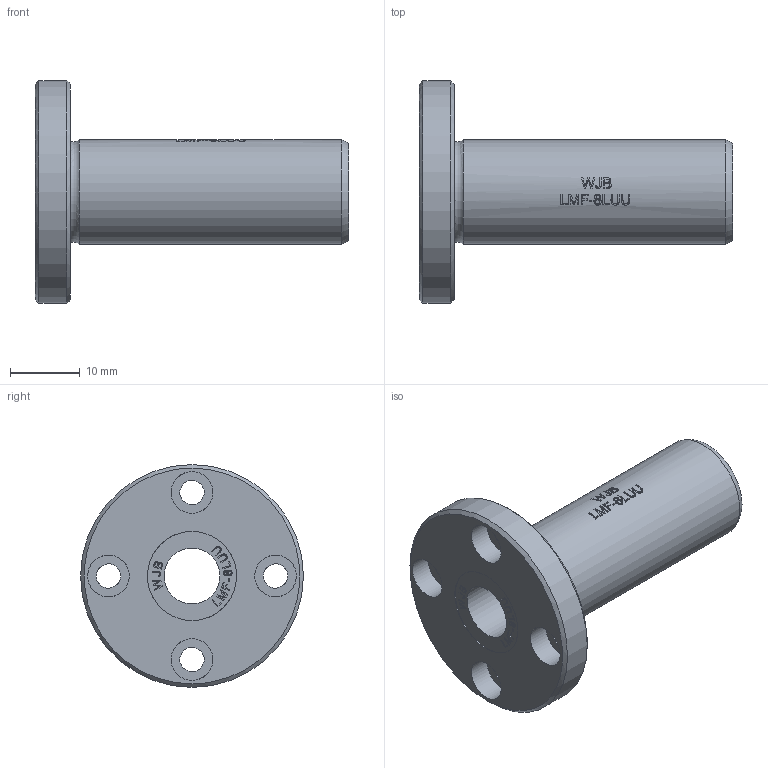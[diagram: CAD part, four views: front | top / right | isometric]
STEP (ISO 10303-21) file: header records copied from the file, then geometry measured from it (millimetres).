
FILE_DESCRIPTION(/* description */ (''),/* implementation_level */ '2;1');
FILE_NAME(/* name */ 'WJB-LMF-8LUU.stp',/* time_stamp */ '2018-09-12T23:21:46+08:00',/* author */ (''),/* organization */ (''),/* preprocessor_version */ 'ST-DEVELOPER v11',/* originating_system */ 'SIEMENS UGS NX 6.0',/* authorisation */ '');
FILE_SCHEMA (('CONFIG_CONTROL_DESIGN'));
Length unit declared in the file: millimetre
Products named in the file (1): WJB-LMF-8LUU
Bounding box: 45 x 32 x 32 mm (x, y, z)
Volume: 8323.7 mm3; surface area: 5224.6 mm2
Topology: 1 solids, 1 shells, 326 faces, 842 edges, 570 vertices
Faces by surface type: plane 207, extrusion 87, cylinder 28, cone 2, torus 2
Full cylindrical faces by diameter (mm): 3.5 x4, 6 x4, 8 x1, 12.8 x2, 15 x1, 32 x1
Entity records: 13042 total; most frequent: CARTESIAN_POINT 5585, ORIENTED_EDGE 1650, DIRECTION 1128, EDGE_CURVE 825, VERTEX_POINT 570, VECTOR 512, LINE 425, B_SPLINE_CURVE_WITH_KNOTS 419
